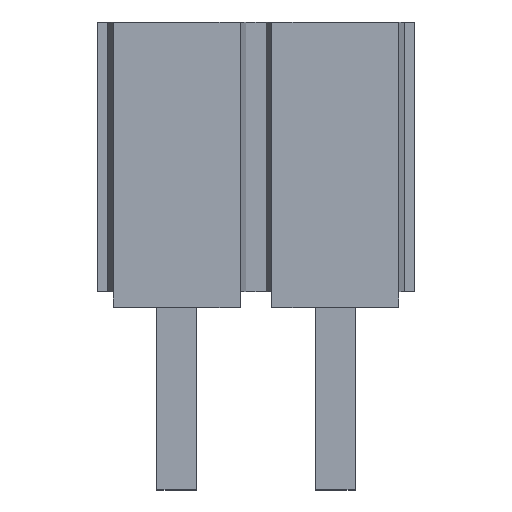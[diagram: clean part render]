
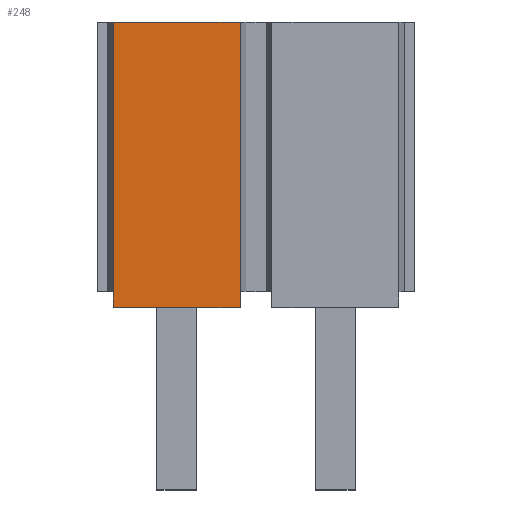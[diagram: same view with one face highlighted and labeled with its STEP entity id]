
A CAD part, top view. The second image highlights one B-rep face of the part: STEP entity #248.
In plain terms, the highlighted planar face has unit normal (0, 0, 1).
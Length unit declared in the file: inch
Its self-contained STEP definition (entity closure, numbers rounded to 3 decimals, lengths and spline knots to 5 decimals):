
#248 = ADVANCED_FACE( '', ( #490 ), #491, .F. );
#490 = FACE_OUTER_BOUND( '', #732, .T. );
#491 = PLANE( '', #733 );
#732 = EDGE_LOOP( '', ( #1266, #1267, #1268, #1269, #1270, #1271 ) );
#733 = AXIS2_PLACEMENT_3D( '', #1272, #1273, #1274 );
#1266 = ORIENTED_EDGE( '', *, *, #1679, .T. );
#1267 = ORIENTED_EDGE( '', *, *, #1680, .F. );
#1268 = ORIENTED_EDGE( '', *, *, #1681, .F. );
#1269 = ORIENTED_EDGE( '', *, *, #1627, .F. );
#1270 = ORIENTED_EDGE( '', *, *, #1482, .T. );
#1271 = ORIENTED_EDGE( '', *, *, #1594, .F. );
#1272 = CARTESIAN_POINT( '', ( -0.1, 0.18, 0.05 ) );
#1273 = DIRECTION( '', ( 0., 0., -1. ) );
#1274 = DIRECTION( '', ( -1., 0., 0. ) );
#1482 = EDGE_CURVE( '', #1759, #1757, #1760, .T. );
#1594 = EDGE_CURVE( '', #1939, #1757, #1941, .T. );
#1627 = EDGE_CURVE( '', #1759, #1984, #1985, .T. );
#1679 = EDGE_CURVE( '', #1939, #2052, #2053, .T. );
#1680 = EDGE_CURVE( '', #2054, #2052, #2055, .T. );
#1681 = EDGE_CURVE( '', #1984, #2054, #2056, .T. );
#1757 = VERTEX_POINT( '', #2152 );
#1759 = VERTEX_POINT( '', #2155 );
#1760 = LINE( '', #2156, #2157 );
#1939 = VERTEX_POINT( '', #2420 );
#1941 = LINE( '', #2423, #2424 );
#1984 = VERTEX_POINT( '', #2489 );
#1985 = LINE( '', #2490, #2491 );
#2052 = VERTEX_POINT( '', #2594 );
#2053 = LINE( '', #2595, #2596 );
#2054 = VERTEX_POINT( '', #2597 );
#2055 = LINE( '', #2598, #2599 );
#2056 = LINE( '', #2600, #2601 );
#2152 = CARTESIAN_POINT( '', ( -0.09, 0.01, 0.05 ) );
#2155 = CARTESIAN_POINT( '', ( -0.09, 0.18, 0.05 ) );
#2156 = CARTESIAN_POINT( '', ( -0.09, 0.18, 0.05 ) );
#2157 = VECTOR( '', #2676, 39.37008 );
#2420 = CARTESIAN_POINT( '', ( -0.09, 0., 0.05 ) );
#2423 = CARTESIAN_POINT( '', ( -0.09, 0., 0.05 ) );
#2424 = VECTOR( '', #2762, 39.37008 );
#2489 = CARTESIAN_POINT( '', ( -0.01, 0.18, 0.05 ) );
#2490 = CARTESIAN_POINT( '', ( -0.1, 0.18, 0.05 ) );
#2491 = VECTOR( '', #2785, 39.37008 );
#2594 = CARTESIAN_POINT( '', ( -0.01, 0., 0.05 ) );
#2595 = CARTESIAN_POINT( '', ( -0.1, 0., 0.05 ) );
#2596 = VECTOR( '', #2822, 39.37008 );
#2597 = CARTESIAN_POINT( '', ( -0.01, 0.01, 0.05 ) );
#2598 = CARTESIAN_POINT( '', ( -0.01, 0.01, 0.05 ) );
#2599 = VECTOR( '', #2823, 39.37008 );
#2600 = CARTESIAN_POINT( '', ( -0.01, 0.18, 0.05 ) );
#2601 = VECTOR( '', #2824, 39.37008 );
#2676 = DIRECTION( '', ( 0., -1., 0. ) );
#2762 = DIRECTION( '', ( 0., 1., 0. ) );
#2785 = DIRECTION( '', ( 1., 0., 0. ) );
#2822 = DIRECTION( '', ( 1., 0., 0. ) );
#2823 = DIRECTION( '', ( 0., -1., 0. ) );
#2824 = DIRECTION( '', ( 0., -1., 0. ) );
